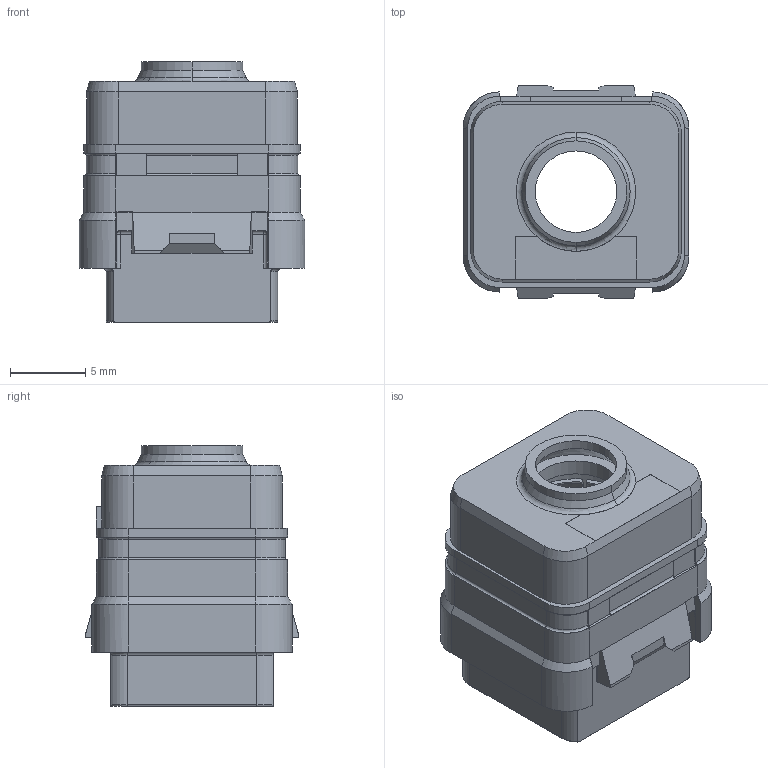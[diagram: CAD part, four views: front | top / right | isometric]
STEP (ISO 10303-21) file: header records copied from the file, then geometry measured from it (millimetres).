
FILE_DESCRIPTION((''),'2;1');
FILE_NAME('SIMM0128PA','2020-02-06T',('presta_be4'),(''),'CREO PARAMETRIC BY PTC INC, 2018360','CREO PARAMETRIC BY PTC INC, 2018360','');
FILE_SCHEMA(('CONFIG_CONTROL_DESIGN'));
Length unit declared in the file: millimetre
Products named in the file (1): SIMM0128PA
Bounding box: 15 x 14.15 x 17.34 mm (x, y, z)
Volume: 1708.3 mm3; surface area: 1942.3 mm2
Topology: 1 solids, 1 shells, 415 faces, 1125 edges, 710 vertices
Faces by surface type: plane 229, cylinder 98, torus 48, cone 35, sphere 4, bspline 1
Entity records: 13374 total; most frequent: CARTESIAN_POINT 2804, ORIENTED_EDGE 2250, DIRECTION 2197, EDGE_CURVE 1125, AXIS2_PLACEMENT_3D 756, VERTEX_POINT 710, VECTOR 685, LINE 685
